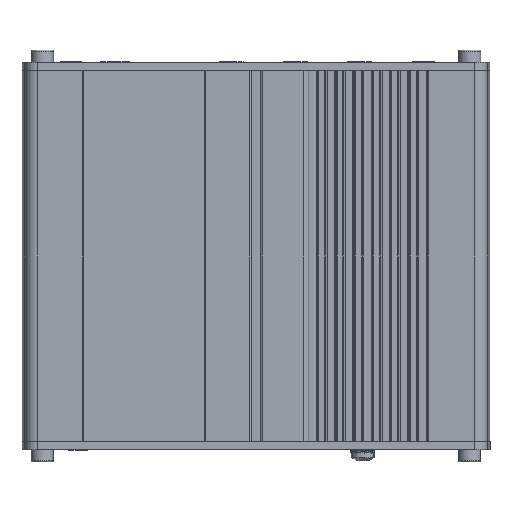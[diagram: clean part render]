
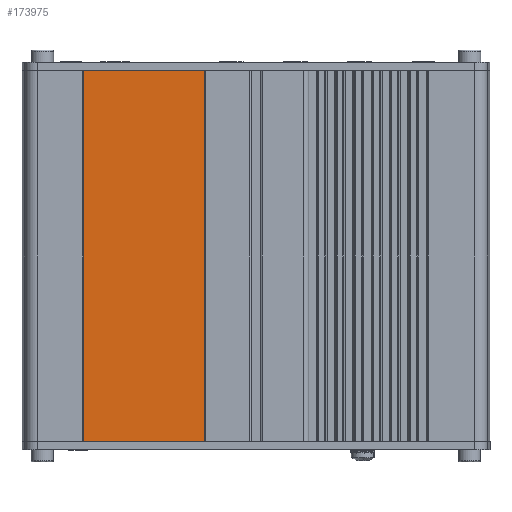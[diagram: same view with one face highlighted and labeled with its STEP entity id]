
A CAD part, front view. The second image highlights one B-rep face of the part: STEP entity #173975.
In plain terms, the highlighted planar face has unit normal (0, -1, 0).
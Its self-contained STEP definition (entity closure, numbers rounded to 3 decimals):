
#7976 = ORIENTED_EDGE ( 'NONE', *, *, #63821, .F. ) ;
#8368 = EDGE_CURVE ( 'NONE', #65390, #126450, #221039, .T. ) ;
#36756 = ORIENTED_EDGE ( 'NONE', *, *, #122955, .T. ) ;
#58266 = VECTOR ( 'NONE', #99355, 1000. ) ;
#63821 = EDGE_CURVE ( 'NONE', #65390, #198812, #99043, .T. ) ;
#64957 = DIRECTION ( 'NONE',  ( -1., 0., 0. ) ) ;
#65384 = CARTESIAN_POINT ( 'NONE',  ( -42.4, 5.024, 0. ) ) ;
#65390 = VERTEX_POINT ( 'NONE', #207939 ) ;
#70377 = VERTEX_POINT ( 'NONE', #181424 ) ;
#94988 = CARTESIAN_POINT ( 'NONE',  ( -42.5, 5.024, 0. ) ) ;
#97243 = DIRECTION ( 'NONE',  ( 0., 0., 1. ) ) ;
#99043 = LINE ( 'NONE', #220716, #215470 ) ;
#99355 = DIRECTION ( 'NONE',  ( 0., 0., 1. ) ) ;
#108208 = EDGE_CURVE ( 'NONE', #126450, #70377, #168362, .T. ) ;
#117160 = DIRECTION ( 'NONE',  ( -1., 0., 0. ) ) ;
#117469 = CARTESIAN_POINT ( 'NONE',  ( -12.6, 5.024, 91. ) ) ;
#122955 = EDGE_CURVE ( 'NONE', #70377, #198812, #197808, .T. ) ;
#126450 = VERTEX_POINT ( 'NONE', #117469 ) ;
#138004 = ORIENTED_EDGE ( 'NONE', *, *, #8368, .T. ) ;
#149546 = CARTESIAN_POINT ( 'NONE',  ( -12.6, 5.024, 91. ) ) ;
#149693 = PLANE ( 'NONE',  #190544 ) ;
#168362 = LINE ( 'NONE', #170592, #172671 ) ;
#170592 = CARTESIAN_POINT ( 'NONE',  ( -42.5, 5.024, 91. ) ) ;
#172671 = VECTOR ( 'NONE', #117160, 1000. ) ;
#173975 = ADVANCED_FACE ( 'NONE', ( #183724 ), #149693, .F. ) ;
#180379 = DIRECTION ( 'NONE',  ( 0., 1., 0. ) ) ;
#181424 = CARTESIAN_POINT ( 'NONE',  ( -42.4, 5.024, 91. ) ) ;
#181909 = CARTESIAN_POINT ( 'NONE',  ( -42.4, 5.024, 0. ) ) ;
#182330 = EDGE_LOOP ( 'NONE', ( #7976, #138004, #223869, #36756 ) ) ;
#183724 = FACE_OUTER_BOUND ( 'NONE', #182330, .T. ) ;
#190544 = AXIS2_PLACEMENT_3D ( 'NONE', #94988, #180379, #97243 ) ;
#197808 = LINE ( 'NONE', #181909, #212546 ) ;
#198812 = VERTEX_POINT ( 'NONE', #65384 ) ;
#207939 = CARTESIAN_POINT ( 'NONE',  ( -12.6, 5.024, 0. ) ) ;
#212546 = VECTOR ( 'NONE', #217103, 1000. ) ;
#215470 = VECTOR ( 'NONE', #64957, 1000. ) ;
#217103 = DIRECTION ( 'NONE',  ( 0., 0., -1. ) ) ;
#220716 = CARTESIAN_POINT ( 'NONE',  ( -42.5, 5.024, 0. ) ) ;
#221039 = LINE ( 'NONE', #149546, #58266 ) ;
#223869 = ORIENTED_EDGE ( 'NONE', *, *, #108208, .T. ) ;
